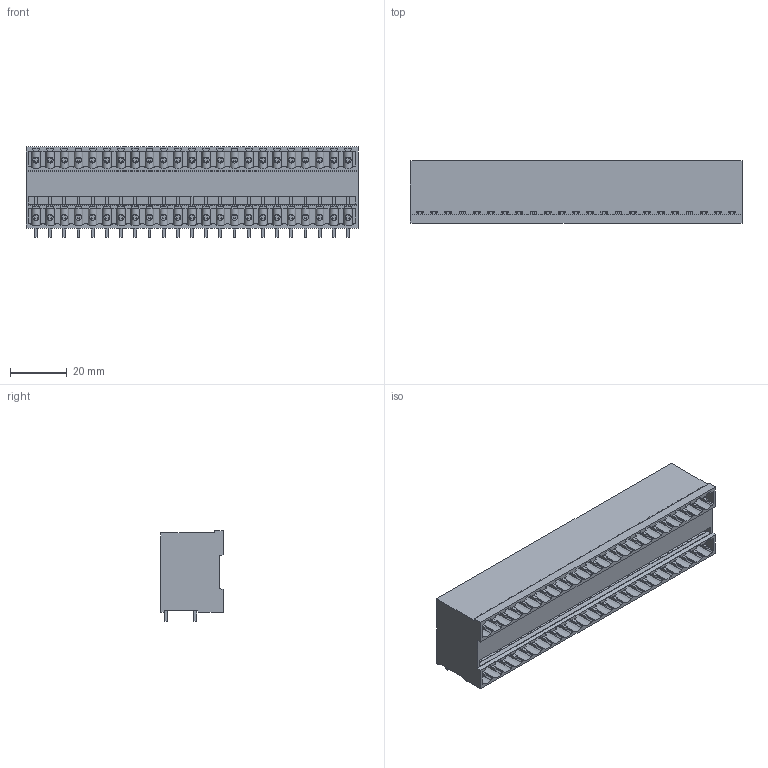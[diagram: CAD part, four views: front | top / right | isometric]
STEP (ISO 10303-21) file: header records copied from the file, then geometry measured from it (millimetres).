
FILE_DESCRIPTION(('CATIA V5R24 STEP','CAx-IF Rec.Pracs.--- Model Styling and Organization---1.4--- 2014-01-23'),'2;1');
FILE_NAME ('D1453493_1_1614560000_1614560000.stp','2021-12-08T07:19:36+00:00',('none'),('Weidmueller'),'CATIA Version 5-6 Release 2016 SP3 HF44','CATIA V5 STEP AP214','none');
FILE_SCHEMA(('AUTOMOTIVE_DESIGN { 1 0 10303 214 1 1 1 1 }'));
Products named in the file (1): 1614560000
Bounding box: 117 x 22 x 31.85 mm (x, y, z)
Volume: 49290.9 mm3; surface area: 34282.3 mm2
Topology: 47 solids, 47 shells, 1996 faces, 5800 edges, 3880 vertices
Faces by surface type: plane 1674, cylinder 276, extrusion 46
Entity records: 64220 total; most frequent: CARTESIAN_POINT 15413, ORIENTED_EDGE 11600, DIRECTION 7525, EDGE_CURVE 5800, VECTOR 5154, LINE 5108, VERTEX_POINT 3880, EDGE_LOOP 2208
